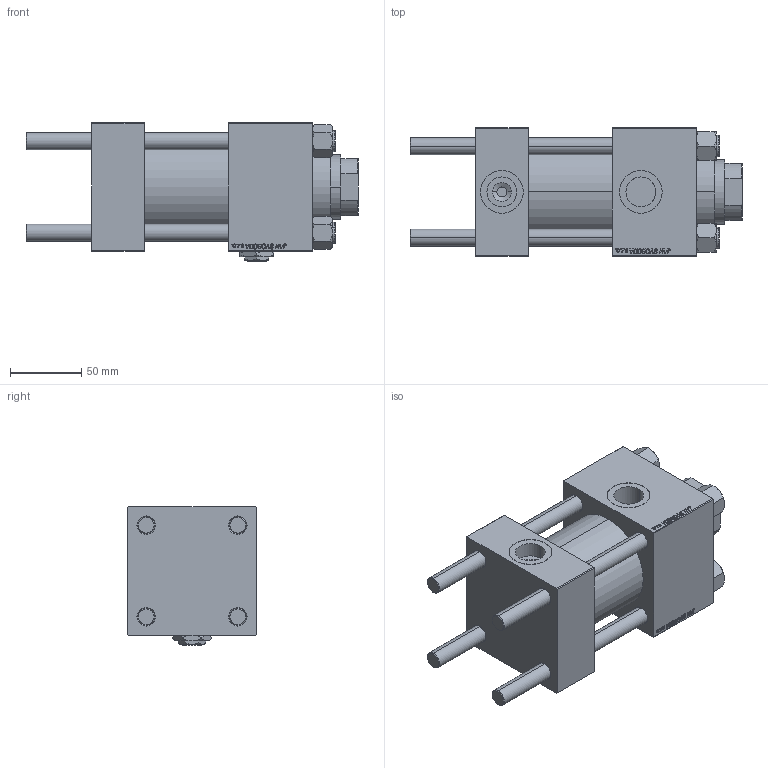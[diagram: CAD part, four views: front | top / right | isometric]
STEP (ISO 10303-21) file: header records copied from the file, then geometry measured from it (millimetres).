
FILE_DESCRIPTION (( 'STEP AP203' ), '1' );
FILE_NAME ('29fc.STEP', '2025-02-12T10:30:05', ( '' ), ( '' ), 'SwSTEP 2.0', 'SolidWorks 2019', '' );
FILE_SCHEMA (( 'CONFIG_CONTROL_DESIGN' ));
Length unit declared in the file: millimetre
Products named in the file (7): CR025_012_A_0_G_A_G_M_020_+#_##_TYCINKA 704a2af757ab375e3cec1be2c16fc0ad; Zatka_pro_OIL_PORT 704a2af757ab375e3cec1be2c16fc0ad; V215_VC_A 704a2af757ab375e3cec1be2c16fc0ad; NUT_M5 704a2af757ab375e3cec1be2c16fc0ad; V215CR_VCP 704a2af757ab375e3cec1be2c16fc0ad; V215CR_BODY_A 704a2af757ab375e3cec1be2c16fc0ad; 29fc
Assembly tree (12 placements, depth 2):
  29fc
    V215CR_BODY_A 704a2af757ab375e3cec1be2c16fc0ad
    CR025_012_A_0_G_A_G_M_020_+#_##_TYCINKA 704a2af757ab375e3cec1be2c16fc0ad  x4
    NUT_M5 704a2af757ab375e3cec1be2c16fc0ad  x4
    V215CR_VCP 704a2af757ab375e3cec1be2c16fc0ad
    V215_VC_A 704a2af757ab375e3cec1be2c16fc0ad
    Zatka_pro_OIL_PORT 704a2af757ab375e3cec1be2c16fc0ad
Bounding box: 233 x 90 x 97 mm (x, y, z)
Volume: 1027937 mm3; surface area: 208190 mm2
Topology: 12 solids, 12 shells, 1178 faces, 2957 edges, 1914 vertices
Faces by surface type: plane 542, bspline 392, cone 156, cylinder 80, torus 8
Entity records: 51440 total; most frequent: CARTESIAN_POINT 27533, ORIENTED_EDGE 5406, DIRECTION 3417, EDGE_CURVE 2703, VERTEX_POINT 1770, LINE 1621, VECTOR 1621, EDGE_LOOP 1189
